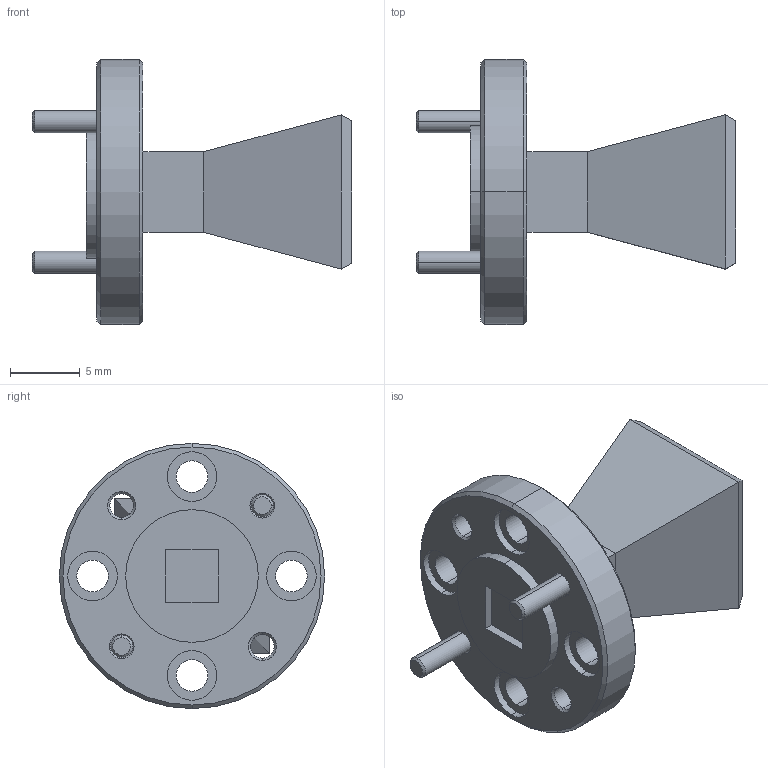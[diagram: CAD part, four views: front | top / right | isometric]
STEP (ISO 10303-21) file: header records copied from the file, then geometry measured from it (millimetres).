
FILE_DESCRIPTION (( 'STEP AP203' ), '1' );
FILE_NAME ('SAR-1530-15-S2-148.STEP', '2017-06-09T15:48:38', ( '' ), ( '' ), 'SwSTEP 2.0', 'SolidWorks 2013', '' );
FILE_SCHEMA (( 'CONFIG_CONTROL_DESIGN' ));
Length unit declared in the file: inch
Products named in the file (1): SAR-1530-15-S2-148
Bounding box: 22.93 x 19.05 x 19.05 mm (x, y, z)
Volume: 1878.7 mm3; surface area: 1539.9 mm2
Topology: 3 solids, 3 shells, 81 faces, 180 edges, 112 vertices
Faces by surface type: cylinder 32, plane 29, cone 20
Entity records: 2357 total; most frequent: DIRECTION 432, CARTESIAN_POINT 374, ORIENTED_EDGE 360, EDGE_CURVE 180, AXIS2_PLACEMENT_3D 170, VERTEX_POINT 112, EDGE_LOOP 104, VECTOR 92
